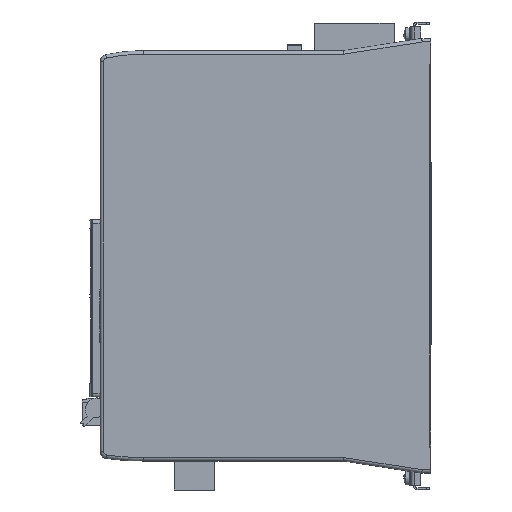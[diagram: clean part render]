
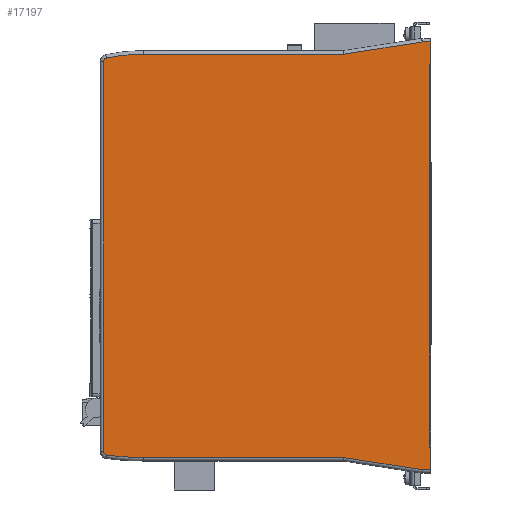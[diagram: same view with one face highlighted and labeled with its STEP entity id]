
A CAD part, left-side view. The second image highlights one B-rep face of the part: STEP entity #17197.
In plain terms, the highlighted planar face has unit normal (-1, 0, 0).
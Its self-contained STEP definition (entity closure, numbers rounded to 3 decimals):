
#2345 = CARTESIAN_POINT ( 'NONE',  ( -45.108, -171.7, 89.883 ) ) ;
#2346 = DIRECTION ( 'NONE',  ( 0., 0., 1. ) ) ;
#2347 = VECTOR ( 'NONE', #2346, 1000. ) ;
#2348 = CARTESIAN_POINT ( 'NONE',  ( -45.108, -171.7, -158.117 ) ) ;
#2349 = LINE ( 'NONE', #2348, #2347 ) ;
#2350 = CARTESIAN_POINT ( 'NONE',  ( -45.108, -171.7, 76.883 ) ) ;
#2351 = DIRECTION ( 'NONE',  ( 0., -1., 0.017 ) ) ;
#2352 = VECTOR ( 'NONE', #2351, 1000. ) ;
#2353 = CARTESIAN_POINT ( 'NONE',  ( -45.108, -167.599, 76.812 ) ) ;
#2354 = LINE ( 'NONE', #2353, #2352 ) ;
#2359 = CARTESIAN_POINT ( 'NONE',  ( -45.108, -171.2, 76.875 ) ) ;
#2360 = DIRECTION ( 'NONE',  ( 0., 0., 1. ) ) ;
#2361 = VECTOR ( 'NONE', #2360, 1000. ) ;
#2362 = CARTESIAN_POINT ( 'NONE',  ( -45.108, -171.2, -158.117 ) ) ;
#2363 = LINE ( 'NONE', #2362, #2361 ) ;
#2387 = CARTESIAN_POINT ( 'NONE',  ( -45.108, -121.855, 82.883 ) ) ;
#2389 = DIRECTION ( 'NONE',  ( 0., 0.988, -0.154 ) ) ;
#2390 = VECTOR ( 'NONE', #2389, 1000. ) ;
#2391 = CARTESIAN_POINT ( 'NONE',  ( -45.108, -122.007, 82.907 ) ) ;
#2392 = LINE ( 'NONE', #2391, #2390 ) ;
#2398 = CARTESIAN_POINT ( 'NONE',  ( -45.108, -166.855, 89.883 ) ) ;
#2399 = DIRECTION ( 'NONE',  ( 0., 1., 0. ) ) ;
#2400 = VECTOR ( 'NONE', #2399, 1000. ) ;
#2401 = CARTESIAN_POINT ( 'NONE',  ( -45.108, -171.7, 89.883 ) ) ;
#2402 = LINE ( 'NONE', #2401, #2400 ) ;
#2522 = DIRECTION ( 'NONE',  ( 0., 0., 1. ) ) ;
#2523 = DIRECTION ( 'NONE',  ( -1., 0., 0. ) ) ;
#2524 = CARTESIAN_POINT ( 'NONE',  ( -45.108, -6.7, 1.883 ) ) ;
#2525 = AXIS2_PLACEMENT_3D ( 'NONE', #2524, #2523, #2522 ) ;
#2526 = CIRCLE ( 'NONE', #2525, 151. ) ;
#16811 = ORIENTED_EDGE ( 'NONE', *, *, #17073, .T. ) ;
#16853 = ORIENTED_EDGE ( 'NONE', *, *, #16855, .T. ) ;
#16855 = EDGE_CURVE ( 'NONE', #17309, #16856, #2363, .T. ) ;
#16856 = VERTEX_POINT ( 'NONE', #2359 ) ;
#16862 = ORIENTED_EDGE ( 'NONE', *, *, #16863, .T. ) ;
#16863 = EDGE_CURVE ( 'NONE', #16856, #16864, #2354, .T. ) ;
#16864 = VERTEX_POINT ( 'NONE', #2350 ) ;
#16865 = ORIENTED_EDGE ( 'NONE', *, *, #16866, .T. ) ;
#16866 = EDGE_CURVE ( 'NONE', #16864, #16868, #2349, .T. ) ;
#16868 = VERTEX_POINT ( 'NONE', #2345 ) ;
#16871 = ORIENTED_EDGE ( 'NONE', *, *, #16874, .T. ) ;
#16874 = EDGE_CURVE ( 'NONE', #16868, #16878, #2402, .T. ) ;
#16878 = VERTEX_POINT ( 'NONE', #2398 ) ;
#16886 = ORIENTED_EDGE ( 'NONE', *, *, #16891, .T. ) ;
#16891 = EDGE_CURVE ( 'NONE', #16878, #16895, #2392, .T. ) ;
#16895 = VERTEX_POINT ( 'NONE', #2387 ) ;
#16996 = EDGE_CURVE ( 'NONE', #17107, #16997, #2526, .T. ) ;
#16997 = VERTEX_POINT ( 'NONE', #39612 ) ;
#16998 = ORIENTED_EDGE ( 'NONE', *, *, #16999, .T. ) ;
#16999 = EDGE_CURVE ( 'NONE', #16997, #17000, #39611, .T. ) ;
#17000 = VERTEX_POINT ( 'NONE', #39607 ) ;
#17001 = ORIENTED_EDGE ( 'NONE', *, *, #17003, .T. ) ;
#17003 = EDGE_CURVE ( 'NONE', #17000, #17004, #39606, .T. ) ;
#17004 = VERTEX_POINT ( 'NONE', #39602 ) ;
#17006 = ORIENTED_EDGE ( 'NONE', *, *, #17007, .T. ) ;
#17007 = EDGE_CURVE ( 'NONE', #17004, #17216, #39601, .T. ) ;
#17073 = EDGE_CURVE ( 'NONE', #16895, #17076, #39750, .T. ) ;
#17076 = VERTEX_POINT ( 'NONE', #39745 ) ;
#17078 = ORIENTED_EDGE ( 'NONE', *, *, #17080, .T. ) ;
#17080 = EDGE_CURVE ( 'NONE', #17076, #17223, #39744, .T. ) ;
#17105 = EDGE_CURVE ( 'NONE', #17241, #17107, #39806, .T. ) ;
#17107 = VERTEX_POINT ( 'NONE', #39801 ) ;
#17113 = ORIENTED_EDGE ( 'NONE', *, *, #16996, .T. ) ;
#17197 = ADVANCED_FACE ( 'NONE', ( #39990 ), #39975, .T. ) ;
#17208 = EDGE_LOOP ( 'NONE', ( #17210, #17305, #16853, #16862, #16865, #16871, #16886, #16811, #17078, #17224, #17233, #17243, #17113, #16998, #17001, #17006 ) ) ;
#17210 = ORIENTED_EDGE ( 'NONE', *, *, #17212, .T. ) ;
#17212 = EDGE_CURVE ( 'NONE', #17216, #17219, #40026, .T. ) ;
#17216 = VERTEX_POINT ( 'NONE', #40022 ) ;
#17219 = VERTEX_POINT ( 'NONE', #40021 ) ;
#17223 = VERTEX_POINT ( 'NONE', #40632 ) ;
#17224 = ORIENTED_EDGE ( 'NONE', *, *, #17228, .T. ) ;
#17228 = EDGE_CURVE ( 'NONE', #17223, #17232, #40630, .T. ) ;
#17232 = VERTEX_POINT ( 'NONE', #40621 ) ;
#17233 = ORIENTED_EDGE ( 'NONE', *, *, #17237, .T. ) ;
#17237 = EDGE_CURVE ( 'NONE', #17232, #17241, #40616, .T. ) ;
#17241 = VERTEX_POINT ( 'NONE', #40611 ) ;
#17243 = ORIENTED_EDGE ( 'NONE', *, *, #17105, .T. ) ;
#17305 = ORIENTED_EDGE ( 'NONE', *, *, #17308, .T. ) ;
#17308 = EDGE_CURVE ( 'NONE', #17219, #17309, #40718, .T. ) ;
#17309 = VERTEX_POINT ( 'NONE', #40765 ) ;
#39598 = DIRECTION ( 'NONE',  ( 0., -1., 0. ) ) ;
#39599 = VECTOR ( 'NONE', #39598, 1000. ) ;
#39600 = CARTESIAN_POINT ( 'NONE',  ( -45.108, -171.7, -156.117 ) ) ;
#39601 = LINE ( 'NONE', #39600, #39599 ) ;
#39602 = CARTESIAN_POINT ( 'NONE',  ( -45.108, -166.855, -156.117 ) ) ;
#39603 = DIRECTION ( 'NONE',  ( 0., -0.988, -0.154 ) ) ;
#39604 = VECTOR ( 'NONE', #39603, 1000. ) ;
#39605 = CARTESIAN_POINT ( 'NONE',  ( -45.108, -167.007, -156.14 ) ) ;
#39606 = LINE ( 'NONE', #39605, #39604 ) ;
#39607 = CARTESIAN_POINT ( 'NONE',  ( -45.108, -121.855, -149.117 ) ) ;
#39608 = DIRECTION ( 'NONE',  ( 0., -1., 0. ) ) ;
#39609 = VECTOR ( 'NONE', #39608, 1000. ) ;
#39610 = CARTESIAN_POINT ( 'NONE',  ( -45.108, -121.7, -149.117 ) ) ;
#39611 = LINE ( 'NONE', #39610, #39609 ) ;
#39612 = CARTESIAN_POINT ( 'NONE',  ( -45.108, -6.7, -149.117 ) ) ;
#39740 = DIRECTION ( 'NONE',  ( 0., 0., 1. ) ) ;
#39741 = DIRECTION ( 'NONE',  ( -1., 0., 0. ) ) ;
#39742 = CARTESIAN_POINT ( 'NONE',  ( -45.108, -6.7, -18.117 ) ) ;
#39743 = AXIS2_PLACEMENT_3D ( 'NONE', #39742, #39741, #39740 ) ;
#39744 = CIRCLE ( 'NONE', #39743, 101. ) ;
#39745 = CARTESIAN_POINT ( 'NONE',  ( -45.108, -6.7, 82.883 ) ) ;
#39747 = DIRECTION ( 'NONE',  ( 0., 1., 0. ) ) ;
#39748 = VECTOR ( 'NONE', #39747, 1000. ) ;
#39749 = CARTESIAN_POINT ( 'NONE',  ( -45.108, -6.7, 82.883 ) ) ;
#39750 = LINE ( 'NONE', #39749, #39748 ) ;
#39801 = CARTESIAN_POINT ( 'NONE',  ( -45.108, 14.582, -147.609 ) ) ;
#39802 = DIRECTION ( 'NONE',  ( 0., 0., 1. ) ) ;
#39803 = DIRECTION ( 'NONE',  ( -1., 0., 0. ) ) ;
#39804 = CARTESIAN_POINT ( 'NONE',  ( -45.108, 14.3, -145.629 ) ) ;
#39805 = AXIS2_PLACEMENT_3D ( 'NONE', #39804, #39803, #39802 ) ;
#39806 = CIRCLE ( 'NONE', #39805, 2. ) ;
#39973 = CARTESIAN_POINT ( 'NONE',  ( -45.108, -171.7, -158.117 ) ) ;
#39974 = AXIS2_PLACEMENT_3D ( 'NONE', #39973, #40029, #40027 ) ;
#39975 = PLANE ( 'NONE',  #39974 ) ;
#39990 = FACE_OUTER_BOUND ( 'NONE', #17208, .T. ) ;
#40021 = CARTESIAN_POINT ( 'NONE',  ( -45.108, -171.7, -143.117 ) ) ;
#40022 = CARTESIAN_POINT ( 'NONE',  ( -45.108, -171.7, -156.117 ) ) ;
#40023 = DIRECTION ( 'NONE',  ( 0., 0., 1. ) ) ;
#40024 = VECTOR ( 'NONE', #40023, 1000. ) ;
#40025 = CARTESIAN_POINT ( 'NONE',  ( -45.108, -171.7, -158.117 ) ) ;
#40026 = LINE ( 'NONE', #40025, #40024 ) ;
#40027 = DIRECTION ( 'NONE',  ( 0., 0., 1. ) ) ;
#40029 = DIRECTION ( 'NONE',  ( -1., 0., 0. ) ) ;
#40611 = CARTESIAN_POINT ( 'NONE',  ( -45.108, 16.3, -145.629 ) ) ;
#40613 = DIRECTION ( 'NONE',  ( 0., 0., -1. ) ) ;
#40614 = VECTOR ( 'NONE', #40613, 1000. ) ;
#40615 = CARTESIAN_POINT ( 'NONE',  ( -45.108, 16.3, -158.117 ) ) ;
#40616 = LINE ( 'NONE', #40615, #40614 ) ;
#40621 = CARTESIAN_POINT ( 'NONE',  ( -45.108, 16.3, 78.631 ) ) ;
#40626 = DIRECTION ( 'NONE',  ( 0., 0., 1. ) ) ;
#40627 = DIRECTION ( 'NONE',  ( -1., 0., 0. ) ) ;
#40628 = CARTESIAN_POINT ( 'NONE',  ( -45.108, 14.3, 78.631 ) ) ;
#40629 = AXIS2_PLACEMENT_3D ( 'NONE', #40628, #40627, #40626 ) ;
#40630 = CIRCLE ( 'NONE', #40629, 2. ) ;
#40632 = CARTESIAN_POINT ( 'NONE',  ( -45.108, 14.724, 80.585 ) ) ;
#40718 = LINE ( 'NONE', #40768, #40767 ) ;
#40765 = CARTESIAN_POINT ( 'NONE',  ( -45.108, -171.2, -143.108 ) ) ;
#40766 = DIRECTION ( 'NONE',  ( 0., 1., 0.017 ) ) ;
#40767 = VECTOR ( 'NONE', #40766, 1000. ) ;
#40768 = CARTESIAN_POINT ( 'NONE',  ( -45.108, -171.962, -143.121 ) ) ;
